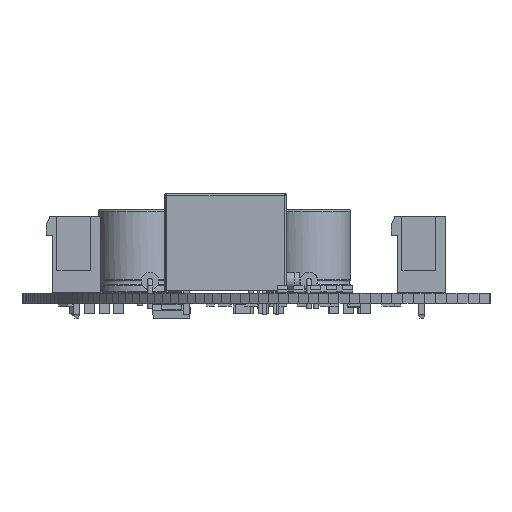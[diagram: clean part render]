
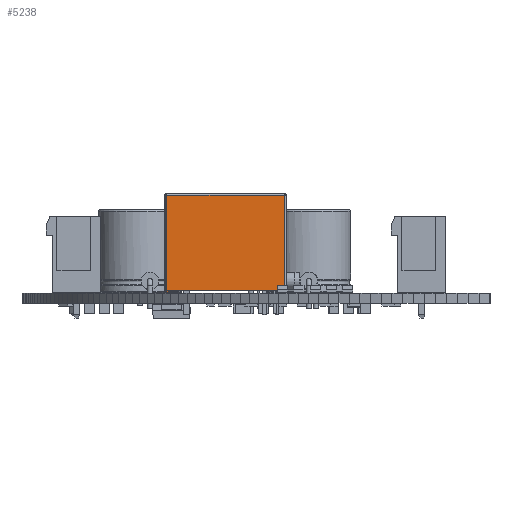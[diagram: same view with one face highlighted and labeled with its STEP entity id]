
A CAD part, left-side view. The second image highlights one B-rep face of the part: STEP entity #5238.
In plain terms, the highlighted face is planar.
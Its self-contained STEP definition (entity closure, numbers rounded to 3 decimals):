
#3925 = PLANE('',#3926);
#3926 = AXIS2_PLACEMENT_3D('',#3927,#3928,#3929);
#3927 = CARTESIAN_POINT('',(8.1,0.,0.4));
#3928 = DIRECTION('',(-0.,-0.,-1.));
#3929 = DIRECTION('',(-1.,0.,0.));
#4023 = VERTEX_POINT('',#4024);
#4024 = CARTESIAN_POINT('',(17.1,7.6,0.4));
#4040 = PLANE('',#4041);
#4041 = AXIS2_PLACEMENT_3D('',#4042,#4043,#4044);
#4042 = CARTESIAN_POINT('',(17.1,7.6,0.02));
#4043 = DIRECTION('',(1.,0.,0.));
#4044 = DIRECTION('',(0.,-1.,0.));
#4305 = VERTEX_POINT('',#4306);
#4306 = CARTESIAN_POINT('',(-0.9,7.6,0.4));
#4320 = PLANE('',#4321);
#4321 = AXIS2_PLACEMENT_3D('',#4322,#4323,#4324);
#4322 = CARTESIAN_POINT('',(-0.9,-8.6,0.02));
#4323 = DIRECTION('',(-1.,0.,0.));
#4324 = DIRECTION('',(0.,1.,0.));
#4332 = EDGE_CURVE('',#4305,#4023,#4333,.T.);
#4333 = SURFACE_CURVE('',#4334,(#4338,#4345),.PCURVE_S1.);
#4334 = LINE('',#4335,#4336);
#4335 = CARTESIAN_POINT('',(-0.9,7.6,0.4));
#4336 = VECTOR('',#4337,1.);
#4337 = DIRECTION('',(1.,0.,0.));
#4338 = PCURVE('',#3925,#4339);
#4339 = DEFINITIONAL_REPRESENTATION('',(#4340),#4344);
#4340 = LINE('',#4341,#4342);
#4341 = CARTESIAN_POINT('',(9.,7.6));
#4342 = VECTOR('',#4343,1.);
#4343 = DIRECTION('',(-1.,0.));
#4344 = ( GEOMETRIC_REPRESENTATION_CONTEXT(2) 
PARAMETRIC_REPRESENTATION_CONTEXT() REPRESENTATION_CONTEXT('2D SPACE',''
  ) );
#4345 = PCURVE('',#4346,#4351);
#4346 = PLANE('',#4347);
#4347 = AXIS2_PLACEMENT_3D('',#4348,#4349,#4350);
#4348 = CARTESIAN_POINT('',(-1.4,7.6,0.02));
#4349 = DIRECTION('',(0.,1.,0.));
#4350 = DIRECTION('',(1.,0.,0.));
#4351 = DEFINITIONAL_REPRESENTATION('',(#4352),#4356);
#4352 = LINE('',#4353,#4354);
#4353 = CARTESIAN_POINT('',(0.5,-0.38));
#4354 = VECTOR('',#4355,1.);
#4355 = DIRECTION('',(1.,0.));
#4356 = ( GEOMETRIC_REPRESENTATION_CONTEXT(2) 
PARAMETRIC_REPRESENTATION_CONTEXT() REPRESENTATION_CONTEXT('2D SPACE',''
  ) );
#5167 = VERTEX_POINT('',#5168);
#5168 = CARTESIAN_POINT('',(17.1,7.6,0.02));
#5184 = PLANE('',#5185);
#5185 = AXIS2_PLACEMENT_3D('',#5186,#5187,#5188);
#5186 = CARTESIAN_POINT('',(8.1,0.,0.02));
#5187 = DIRECTION('',(0.,0.,-1.));
#5188 = DIRECTION('',(-1.,0.,0.));
#5196 = EDGE_CURVE('',#5167,#4023,#5197,.T.);
#5197 = SURFACE_CURVE('',#5198,(#5202,#5209),.PCURVE_S1.);
#5198 = LINE('',#5199,#5200);
#5199 = CARTESIAN_POINT('',(17.1,7.6,0.02));
#5200 = VECTOR('',#5201,1.);
#5201 = DIRECTION('',(0.,0.,1.));
#5202 = PCURVE('',#4040,#5203);
#5203 = DEFINITIONAL_REPRESENTATION('',(#5204),#5208);
#5204 = LINE('',#5205,#5206);
#5205 = CARTESIAN_POINT('',(0.,0.));
#5206 = VECTOR('',#5207,1.);
#5207 = DIRECTION('',(0.,-1.));
#5208 = ( GEOMETRIC_REPRESENTATION_CONTEXT(2) 
PARAMETRIC_REPRESENTATION_CONTEXT() REPRESENTATION_CONTEXT('2D SPACE',''
  ) );
#5209 = PCURVE('',#4346,#5210);
#5210 = DEFINITIONAL_REPRESENTATION('',(#5211),#5215);
#5211 = LINE('',#5212,#5213);
#5212 = CARTESIAN_POINT('',(18.5,0.));
#5213 = VECTOR('',#5214,1.);
#5214 = DIRECTION('',(0.,-1.));
#5215 = ( GEOMETRIC_REPRESENTATION_CONTEXT(2) 
PARAMETRIC_REPRESENTATION_CONTEXT() REPRESENTATION_CONTEXT('2D SPACE',''
  ) );
#5238 = ADVANCED_FACE('',(#5239),#4346,.T.);
#5239 = FACE_BOUND('',#5240,.T.);
#5240 = EDGE_LOOP('',(#5241,#5271,#5292,#5293,#5294,#5317,#5345,#5373));
#5241 = ORIENTED_EDGE('',*,*,#5242,.F.);
#5242 = EDGE_CURVE('',#5243,#5245,#5247,.T.);
#5243 = VERTEX_POINT('',#5244);
#5244 = CARTESIAN_POINT('',(17.35,7.6,0.02));
#5245 = VERTEX_POINT('',#5246);
#5246 = CARTESIAN_POINT('',(17.35,7.6,15.27));
#5247 = SURFACE_CURVE('',#5248,(#5252,#5259),.PCURVE_S1.);
#5248 = LINE('',#5249,#5250);
#5249 = CARTESIAN_POINT('',(17.35,7.6,0.02));
#5250 = VECTOR('',#5251,1.);
#5251 = DIRECTION('',(0.,0.,1.));
#5252 = PCURVE('',#4346,#5253);
#5253 = DEFINITIONAL_REPRESENTATION('',(#5254),#5258);
#5254 = LINE('',#5255,#5256);
#5255 = CARTESIAN_POINT('',(18.75,0.));
#5256 = VECTOR('',#5257,1.);
#5257 = DIRECTION('',(0.,-1.));
#5258 = ( GEOMETRIC_REPRESENTATION_CONTEXT(2) 
PARAMETRIC_REPRESENTATION_CONTEXT() REPRESENTATION_CONTEXT('2D SPACE',''
  ) );
#5259 = PCURVE('',#5260,#5265);
#5260 = CYLINDRICAL_SURFACE('',#5261,0.25);
#5261 = AXIS2_PLACEMENT_3D('',#5262,#5263,#5264);
#5262 = CARTESIAN_POINT('',(17.35,7.35,0.02));
#5263 = DIRECTION('',(0.,0.,1.));
#5264 = DIRECTION('',(1.,0.,-0.));
#5265 = DEFINITIONAL_REPRESENTATION('',(#5266),#5270);
#5266 = LINE('',#5267,#5268);
#5267 = CARTESIAN_POINT('',(1.571,0.));
#5268 = VECTOR('',#5269,1.);
#5269 = DIRECTION('',(0.,1.));
#5270 = ( GEOMETRIC_REPRESENTATION_CONTEXT(2) 
PARAMETRIC_REPRESENTATION_CONTEXT() REPRESENTATION_CONTEXT('2D SPACE',''
  ) );
#5271 = ORIENTED_EDGE('',*,*,#5272,.F.);
#5272 = EDGE_CURVE('',#5167,#5243,#5273,.T.);
#5273 = SURFACE_CURVE('',#5274,(#5278,#5285),.PCURVE_S1.);
#5274 = LINE('',#5275,#5276);
#5275 = CARTESIAN_POINT('',(-1.4,7.6,0.02));
#5276 = VECTOR('',#5277,1.);
#5277 = DIRECTION('',(1.,0.,0.));
#5278 = PCURVE('',#4346,#5279);
#5279 = DEFINITIONAL_REPRESENTATION('',(#5280),#5284);
#5280 = LINE('',#5281,#5282);
#5281 = CARTESIAN_POINT('',(0.,0.));
#5282 = VECTOR('',#5283,1.);
#5283 = DIRECTION('',(1.,0.));
#5284 = ( GEOMETRIC_REPRESENTATION_CONTEXT(2) 
PARAMETRIC_REPRESENTATION_CONTEXT() REPRESENTATION_CONTEXT('2D SPACE',''
  ) );
#5285 = PCURVE('',#5184,#5286);
#5286 = DEFINITIONAL_REPRESENTATION('',(#5287),#5291);
#5287 = LINE('',#5288,#5289);
#5288 = CARTESIAN_POINT('',(9.5,7.6));
#5289 = VECTOR('',#5290,1.);
#5290 = DIRECTION('',(-1.,0.));
#5291 = ( GEOMETRIC_REPRESENTATION_CONTEXT(2) 
PARAMETRIC_REPRESENTATION_CONTEXT() REPRESENTATION_CONTEXT('2D SPACE',''
  ) );
#5292 = ORIENTED_EDGE('',*,*,#5196,.T.);
#5293 = ORIENTED_EDGE('',*,*,#4332,.F.);
#5294 = ORIENTED_EDGE('',*,*,#5295,.F.);
#5295 = EDGE_CURVE('',#5296,#4305,#5298,.T.);
#5296 = VERTEX_POINT('',#5297);
#5297 = CARTESIAN_POINT('',(-0.9,7.6,0.02));
#5298 = SURFACE_CURVE('',#5299,(#5303,#5310),.PCURVE_S1.);
#5299 = LINE('',#5300,#5301);
#5300 = CARTESIAN_POINT('',(-0.9,7.6,0.02));
#5301 = VECTOR('',#5302,1.);
#5302 = DIRECTION('',(0.,0.,1.));
#5303 = PCURVE('',#4346,#5304);
#5304 = DEFINITIONAL_REPRESENTATION('',(#5305),#5309);
#5305 = LINE('',#5306,#5307);
#5306 = CARTESIAN_POINT('',(0.5,0.));
#5307 = VECTOR('',#5308,1.);
#5308 = DIRECTION('',(0.,-1.));
#5309 = ( GEOMETRIC_REPRESENTATION_CONTEXT(2) 
PARAMETRIC_REPRESENTATION_CONTEXT() REPRESENTATION_CONTEXT('2D SPACE',''
  ) );
#5310 = PCURVE('',#4320,#5311);
#5311 = DEFINITIONAL_REPRESENTATION('',(#5312),#5316);
#5312 = LINE('',#5313,#5314);
#5313 = CARTESIAN_POINT('',(16.2,0.));
#5314 = VECTOR('',#5315,1.);
#5315 = DIRECTION('',(0.,-1.));
#5316 = ( GEOMETRIC_REPRESENTATION_CONTEXT(2) 
PARAMETRIC_REPRESENTATION_CONTEXT() REPRESENTATION_CONTEXT('2D SPACE',''
  ) );
#5317 = ORIENTED_EDGE('',*,*,#5318,.F.);
#5318 = EDGE_CURVE('',#5319,#5296,#5321,.T.);
#5319 = VERTEX_POINT('',#5320);
#5320 = CARTESIAN_POINT('',(-1.15,7.6,0.02));
#5321 = SURFACE_CURVE('',#5322,(#5326,#5333),.PCURVE_S1.);
#5322 = LINE('',#5323,#5324);
#5323 = CARTESIAN_POINT('',(-1.4,7.6,0.02));
#5324 = VECTOR('',#5325,1.);
#5325 = DIRECTION('',(1.,0.,0.));
#5326 = PCURVE('',#4346,#5327);
#5327 = DEFINITIONAL_REPRESENTATION('',(#5328),#5332);
#5328 = LINE('',#5329,#5330);
#5329 = CARTESIAN_POINT('',(0.,0.));
#5330 = VECTOR('',#5331,1.);
#5331 = DIRECTION('',(1.,0.));
#5332 = ( GEOMETRIC_REPRESENTATION_CONTEXT(2) 
PARAMETRIC_REPRESENTATION_CONTEXT() REPRESENTATION_CONTEXT('2D SPACE',''
  ) );
#5333 = PCURVE('',#5334,#5339);
#5334 = PLANE('',#5335);
#5335 = AXIS2_PLACEMENT_3D('',#5336,#5337,#5338);
#5336 = CARTESIAN_POINT('',(8.1,0.,0.02));
#5337 = DIRECTION('',(0.,0.,-1.));
#5338 = DIRECTION('',(-1.,0.,0.));
#5339 = DEFINITIONAL_REPRESENTATION('',(#5340),#5344);
#5340 = LINE('',#5341,#5342);
#5341 = CARTESIAN_POINT('',(9.5,7.6));
#5342 = VECTOR('',#5343,1.);
#5343 = DIRECTION('',(-1.,0.));
#5344 = ( GEOMETRIC_REPRESENTATION_CONTEXT(2) 
PARAMETRIC_REPRESENTATION_CONTEXT() REPRESENTATION_CONTEXT('2D SPACE',''
  ) );
#5345 = ORIENTED_EDGE('',*,*,#5346,.T.);
#5346 = EDGE_CURVE('',#5319,#5347,#5349,.T.);
#5347 = VERTEX_POINT('',#5348);
#5348 = CARTESIAN_POINT('',(-1.15,7.6,15.27));
#5349 = SURFACE_CURVE('',#5350,(#5354,#5361),.PCURVE_S1.);
#5350 = LINE('',#5351,#5352);
#5351 = CARTESIAN_POINT('',(-1.15,7.6,0.02));
#5352 = VECTOR('',#5353,1.);
#5353 = DIRECTION('',(0.,0.,1.));
#5354 = PCURVE('',#4346,#5355);
#5355 = DEFINITIONAL_REPRESENTATION('',(#5356),#5360);
#5356 = LINE('',#5357,#5358);
#5357 = CARTESIAN_POINT('',(0.25,0.));
#5358 = VECTOR('',#5359,1.);
#5359 = DIRECTION('',(0.,-1.));
#5360 = ( GEOMETRIC_REPRESENTATION_CONTEXT(2) 
PARAMETRIC_REPRESENTATION_CONTEXT() REPRESENTATION_CONTEXT('2D SPACE',''
  ) );
#5361 = PCURVE('',#5362,#5367);
#5362 = CYLINDRICAL_SURFACE('',#5363,0.25);
#5363 = AXIS2_PLACEMENT_3D('',#5364,#5365,#5366);
#5364 = CARTESIAN_POINT('',(-1.15,7.35,0.02));
#5365 = DIRECTION('',(0.,0.,1.));
#5366 = DIRECTION('',(-1.,0.,0.));
#5367 = DEFINITIONAL_REPRESENTATION('',(#5368),#5372);
#5368 = LINE('',#5369,#5370);
#5369 = CARTESIAN_POINT('',(4.712,0.));
#5370 = VECTOR('',#5371,1.);
#5371 = DIRECTION('',(0.,1.));
#5372 = ( GEOMETRIC_REPRESENTATION_CONTEXT(2) 
PARAMETRIC_REPRESENTATION_CONTEXT() REPRESENTATION_CONTEXT('2D SPACE',''
  ) );
#5373 = ORIENTED_EDGE('',*,*,#5374,.T.);
#5374 = EDGE_CURVE('',#5347,#5245,#5375,.T.);
#5375 = SURFACE_CURVE('',#5376,(#5380,#5387),.PCURVE_S1.);
#5376 = LINE('',#5377,#5378);
#5377 = CARTESIAN_POINT('',(-1.15,7.6,15.27));
#5378 = VECTOR('',#5379,1.);
#5379 = DIRECTION('',(1.,0.,0.));
#5380 = PCURVE('',#4346,#5381);
#5381 = DEFINITIONAL_REPRESENTATION('',(#5382),#5386);
#5382 = LINE('',#5383,#5384);
#5383 = CARTESIAN_POINT('',(0.25,-15.25));
#5384 = VECTOR('',#5385,1.);
#5385 = DIRECTION('',(1.,0.));
#5386 = ( GEOMETRIC_REPRESENTATION_CONTEXT(2) 
PARAMETRIC_REPRESENTATION_CONTEXT() REPRESENTATION_CONTEXT('2D SPACE',''
  ) );
#5387 = PCURVE('',#5388,#5393);
#5388 = CYLINDRICAL_SURFACE('',#5389,0.25);
#5389 = AXIS2_PLACEMENT_3D('',#5390,#5391,#5392);
#5390 = CARTESIAN_POINT('',(-1.15,7.35,15.27));
#5391 = DIRECTION('',(1.,0.,0.));
#5392 = DIRECTION('',(0.,0.,1.));
#5393 = DEFINITIONAL_REPRESENTATION('',(#5394),#5398);
#5394 = LINE('',#5395,#5396);
#5395 = CARTESIAN_POINT('',(4.712,0.));
#5396 = VECTOR('',#5397,1.);
#5397 = DIRECTION('',(0.,1.));
#5398 = ( GEOMETRIC_REPRESENTATION_CONTEXT(2) 
PARAMETRIC_REPRESENTATION_CONTEXT() REPRESENTATION_CONTEXT('2D SPACE',''
  ) );
